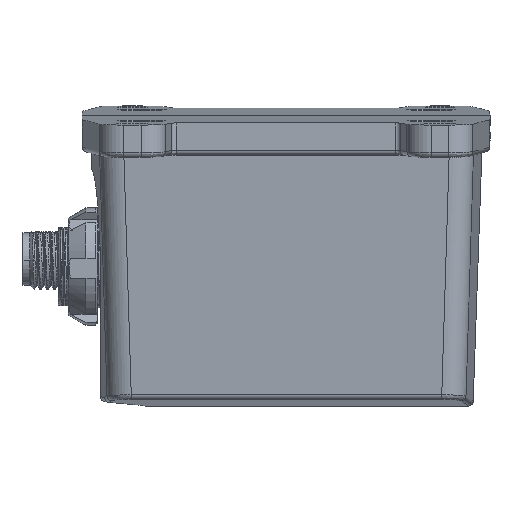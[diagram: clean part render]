
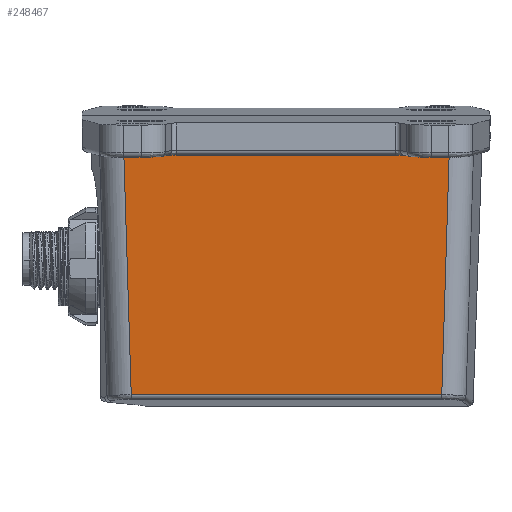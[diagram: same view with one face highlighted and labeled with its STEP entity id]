
A CAD part, front view. The second image highlights one B-rep face of the part: STEP entity #248467.
In plain terms, the highlighted face is planar.
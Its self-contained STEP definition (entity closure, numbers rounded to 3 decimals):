
#46198 = VERTEX_POINT ( 'NONE', #125597 ) ;
#51570 = ORIENTED_EDGE ( 'NONE', *, *, #175266, .T. ) ;
#53837 = DIRECTION ( 'NONE',  ( -0.035, 0.031, -0.999 ) ) ;
#59864 = EDGE_CURVE ( 'NONE', #101544, #179000, #241548, .T. ) ;
#63536 = VECTOR ( 'NONE', #219657, 1000. ) ;
#64110 = FACE_OUTER_BOUND ( 'NONE', #83776, .T. ) ;
#65480 = DIRECTION ( 'NONE',  ( 0.035, 0., 0.999 ) ) ;
#71068 = CARTESIAN_POINT ( 'NONE',  ( -17.213, -20.648, -4.443 ) ) ;
#79001 = CARTESIAN_POINT ( 'NONE',  ( -16.308, -19.852, 21.468 ) ) ;
#83776 = EDGE_LOOP ( 'NONE', ( #227689, #87535, #184962, #51570 ) ) ;
#83825 = VECTOR ( 'NONE', #187306, 1000. ) ;
#87535 = ORIENTED_EDGE ( 'NONE', *, *, #141712, .T. ) ;
#87992 = DIRECTION ( 'NONE',  ( 0., -1., 0. ) ) ;
#101544 = VERTEX_POINT ( 'NONE', #159729 ) ;
#103303 = LINE ( 'NONE', #126616, #83825 ) ;
#104399 = VECTOR ( 'NONE', #53837, 1000. ) ;
#108116 = PLANE ( 'NONE',  #189560 ) ;
#125597 = CARTESIAN_POINT ( 'NONE',  ( -16.308, 11.86, 21.468 ) ) ;
#126616 = CARTESIAN_POINT ( 'NONE',  ( -16.308, 12.004, 21.468 ) ) ;
#141712 = EDGE_CURVE ( 'NONE', #255803, #101544, #192651, .T. ) ;
#152536 = CARTESIAN_POINT ( 'NONE',  ( -17.213, 12.004, -4.443 ) ) ;
#155629 = LINE ( 'NONE', #181850, #104399 ) ;
#159729 = CARTESIAN_POINT ( 'NONE',  ( -17.213, -20.648, -4.443 ) ) ;
#175266 = EDGE_CURVE ( 'NONE', #179000, #46198, #103303, .T. ) ;
#179000 = VERTEX_POINT ( 'NONE', #79001 ) ;
#179708 = CARTESIAN_POINT ( 'NONE',  ( -17.213, 12.656, -4.443 ) ) ;
#181850 = CARTESIAN_POINT ( 'NONE',  ( -16.308, 11.86, 21.468 ) ) ;
#184962 = ORIENTED_EDGE ( 'NONE', *, *, #59864, .T. ) ;
#185512 = EDGE_CURVE ( 'NONE', #46198, #255803, #155629, .T. ) ;
#187306 = DIRECTION ( 'NONE',  ( 0., 1., 0. ) ) ;
#189560 = AXIS2_PLACEMENT_3D ( 'NONE', #210008, #234727, #65480 ) ;
#192651 = LINE ( 'NONE', #152536, #253159 ) ;
#210008 = CARTESIAN_POINT ( 'NONE',  ( -16.248, 12.004, 23.2 ) ) ;
#219657 = DIRECTION ( 'NONE',  ( 0.035, 0.031, 0.999 ) ) ;
#227689 = ORIENTED_EDGE ( 'NONE', *, *, #185512, .T. ) ;
#234727 = DIRECTION ( 'NONE',  ( -0.999, 0., 0.035 ) ) ;
#241548 = LINE ( 'NONE', #71068, #63536 ) ;
#248467 = ADVANCED_FACE ( 'NONE', ( #64110 ), #108116, .T. ) ;
#253159 = VECTOR ( 'NONE', #87992, 1000. ) ;
#255803 = VERTEX_POINT ( 'NONE', #179708 ) ;
